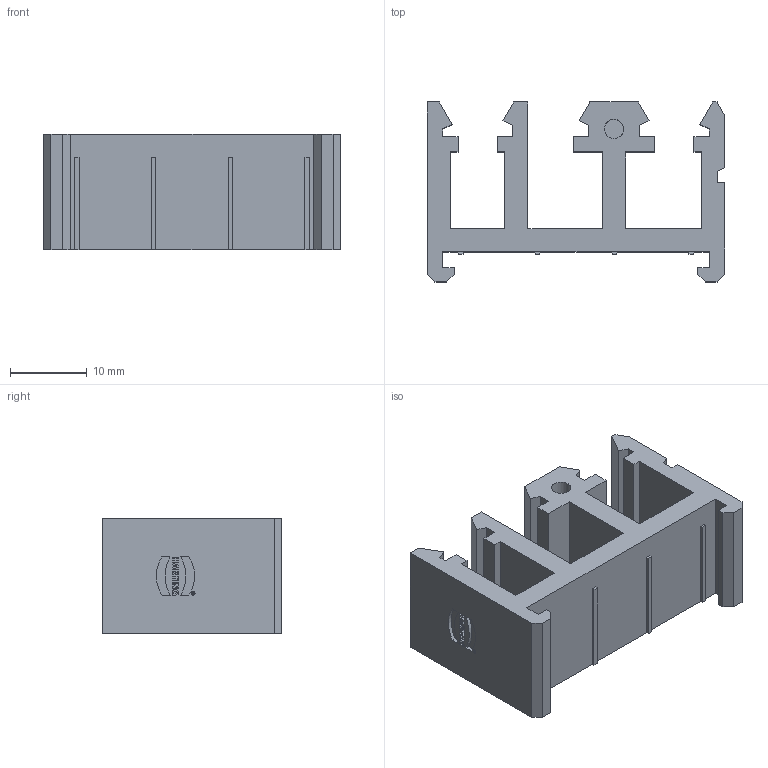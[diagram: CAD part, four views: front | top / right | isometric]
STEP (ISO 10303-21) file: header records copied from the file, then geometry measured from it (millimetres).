
FILE_DESCRIPTION(( 'HARTING HARTING HARTING HARTING HARTING HARTING HARTING HARTING HARTING', 'This Document is valid for Parts No. 09 33 000 9929'),'2;1');
FILE_NAME('MD_09330009929_R28183.stp', '2007-10-01T16:03:48',('ITIS-3'),('HARTING KGaA, D-32339 Espelkamp'), 'I-DEAS Master Series 10','HP-UNIX','Yes');
FILE_SCHEMA(('AUTOMOTIVE_DESIGN { 1 0 10303 214 1 1 1 1 }'));
Length unit declared in the file: millimetre
Products named in the file (1): Kombi-Rastelement kurz
Bounding box: 38.7 x 23.4 x 15 mm (x, y, z)
Volume: 5372.4 mm3; surface area: 4815 mm2
Topology: 1 solids, 1 shells, 188 faces, 510 edges, 340 vertices
Faces by surface type: bspline 188
Entity records: 6088 total; most frequent: CARTESIAN_POINT 2605, ORIENTED_EDGE 1020, EDGE_CURVE 510, QUASI_UNIFORM_CURVE 374, VERTEX_POINT 340, OVER_RIDING_STYLED_ITEM 281, EDGE_LOOP 204, FACE_OUTER_BOUND 188
